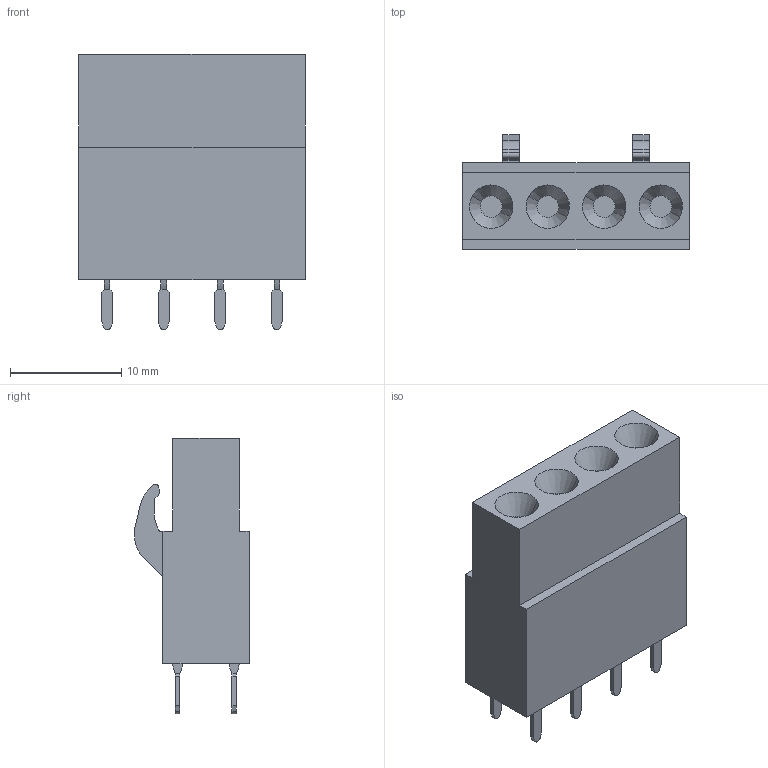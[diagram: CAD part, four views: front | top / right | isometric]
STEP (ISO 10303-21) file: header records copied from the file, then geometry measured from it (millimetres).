
FILE_DESCRIPTION(('CATIA V5 STEP Exchange','CAx-IF Rec.Pracs.--- Model Styling and Organization---1.4--- 2014-01-23'),'2;1');
FILE_NAME ('D1491109_0', '2021-06-22T13:20:45+00:00', ('none'), ('Weidmueller'), 'CATIA Version 5-6 Release 2016 SP3 HF44', 'CATIA V5 STEP AP214', 'none');
FILE_SCHEMA(('AUTOMOTIVE_DESIGN { 1 0 10303 214 1 1 1 1 }'));
Length unit declared in the file: millimetre
Products named in the file (1): 1646160000
Bounding box: 20.32 x 10.28 x 24.75 mm (x, y, z)
Volume: 2888.1 mm3; surface area: 1675.2 mm2
Topology: 9 solids, 9 shells, 226 faces, 550 edges, 356 vertices
Faces by surface type: plane 180, cylinder 38, cone 8
Entity records: 6704 total; most frequent: CARTESIAN_POINT 1331, ORIENTED_EDGE 1100, DIRECTION 906, EDGE_CURVE 550, VECTOR 458, LINE 458, VERTEX_POINT 356, AXIS2_PLACEMENT_3D 257
